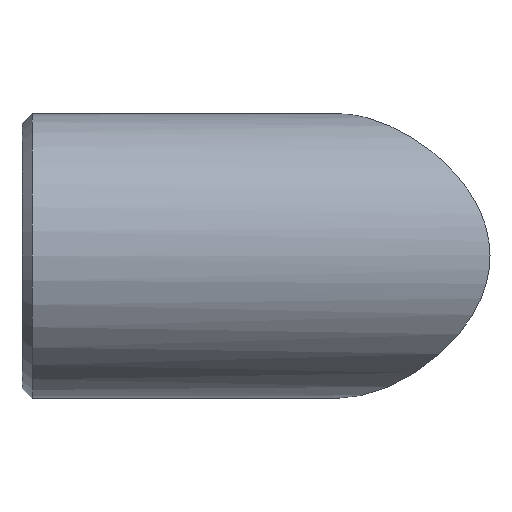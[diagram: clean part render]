
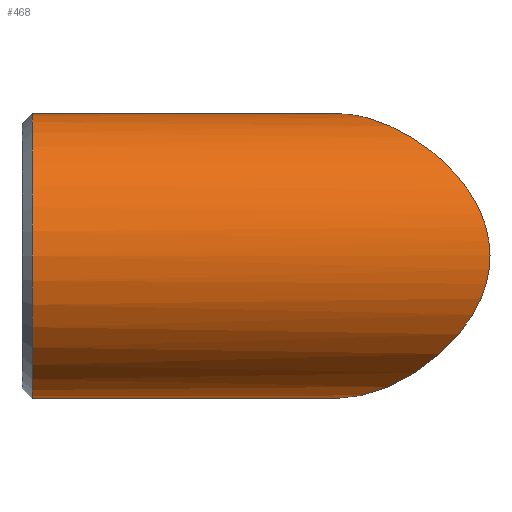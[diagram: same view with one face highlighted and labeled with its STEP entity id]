
A CAD part, front view. The second image highlights one B-rep face of the part: STEP entity #468.
In plain terms, the highlighted cylindrical face has radius 14 mm (diameter 28 mm), a partial arc.
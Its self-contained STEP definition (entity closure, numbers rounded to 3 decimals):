
#17 = CARTESIAN_POINT ( 'NONE',  ( 31.258, -0.433, -14. ) ) ;
#22 = CARTESIAN_POINT ( 'NONE',  ( 36.93, -6.482, -12.437 ) ) ;
#25 = CARTESIAN_POINT ( 'NONE',  ( 44.281, -12.742, -5.82 ) ) ;
#27 = CARTESIAN_POINT ( 'NONE',  ( 30.896, 0., 14. ) ) ;
#29 = CARTESIAN_POINT ( 'NONE',  ( 40.684, -9.871, -9.964 ) ) ;
#32 = CARTESIAN_POINT ( 'NONE',  ( 45.952, -13.969, 1.086 ) ) ;
#33 = VERTEX_POINT ( 'NONE', #45 ) ;
#43 = VERTEX_POINT ( 'NONE', #455 ) ;
#45 = CARTESIAN_POINT ( 'NONE',  ( 30.896, 0., -14. ) ) ;
#49 = LINE ( 'NONE', #93, #171 ) ;
#53 = AXIS2_PLACEMENT_3D ( 'NONE', #288, #411, #296 ) ;
#56 = CARTESIAN_POINT ( 'NONE',  ( 1., 0., -14. ) ) ;
#57 = CARTESIAN_POINT ( 'NONE',  ( 1., 0., 0. ) ) ;
#63 = CARTESIAN_POINT ( 'NONE',  ( 41.397, -10.467, -9.34 ) ) ;
#65 = CARTESIAN_POINT ( 'NONE',  ( 33.889, -3.391, 13.59 ) ) ;
#93 = CARTESIAN_POINT ( 'NONE',  ( 48., 0., 14. ) ) ;
#99 = CARTESIAN_POINT ( 'NONE',  ( 32.744, -2.139, -13.842 ) ) ;
#100 = CARTESIAN_POINT ( 'NONE',  ( 43.753, -12.34, 6.63 ) ) ;
#103 = CARTESIAN_POINT ( 'NONE',  ( 36.189, -5.761, 12.787 ) ) ;
#105 = CARTESIAN_POINT ( 'NONE',  ( 32.75, -2.146, 13.841 ) ) ;
#107 = B_SPLINE_CURVE_WITH_KNOTS ( 'NONE', 3,
 ( #366, #17, #172, #287, #99, #250, #215, #369, #22, #176, #484, #29, #63, #330, #480, #184, #442, #25, #262, #478, #217, #139, #337, #143, #255, #180, #225, #370, #334, #260, #32, #440, #294, #141, #438, #289, #404, #100, #252, #485, #108, #179, #186, #219, #332, #291, #103, #408, #144, #65, #372, #105, #297, #445, #146, #27 ),
 .UNSPECIFIED., .F., .F.,
 ( 4, 2, 2, 2, 2, 2, 2, 2, 2, 2, 2, 2, 2, 2, 2, 2, 2, 2, 2, 2, 2, 2, 2, 2, 2, 2, 2, 4 ),
 ( 0.048, 0.05, 0.052, 0.055, 0.059, 0.062, 0.065, 0.067, 0.069, 0.07, 0.071, 0.072, 0.074, 0.074, 0.075, 0.077, 0.079, 0.08, 0.082, 0.084, 0.085, 0.089, 0.092, 0.095, 0.097, 0.099, 0.101, 0.102 ),
 .UNSPECIFIED. ) ;
#108 = CARTESIAN_POINT ( 'NONE',  ( 42.472, -11.338, 8.226 ) ) ;
#115 = ORIENTED_EDGE ( 'NONE', *, *, #208, .T. ) ;
#118 = LINE ( 'NONE', #493, #389 ) ;
#139 = CARTESIAN_POINT ( 'NONE',  ( 45.24, -13.455, -3.879 ) ) ;
#141 = CARTESIAN_POINT ( 'NONE',  ( 45.278, -13.483, 3.809 ) ) ;
#143 = CARTESIAN_POINT ( 'NONE',  ( 45.605, -13.72, -2.838 ) ) ;
#144 = CARTESIAN_POINT ( 'NONE',  ( 34.656, -4.2, 13.362 ) ) ;
#146 = CARTESIAN_POINT ( 'NONE',  ( 31.26, -0.436, 14. ) ) ;
#156 = VERTEX_POINT ( 'NONE', #248 ) ;
#171 = VECTOR ( 'NONE', #359, 1000. ) ;
#172 = CARTESIAN_POINT ( 'NONE',  ( 31.624, -0.863, -13.98 ) ) ;
#176 = CARTESIAN_POINT ( 'NONE',  ( 38.466, -7.921, -11.574 ) ) ;
#179 = CARTESIAN_POINT ( 'NONE',  ( 41.447, -10.508, 9.295 ) ) ;
#180 = CARTESIAN_POINT ( 'NONE',  ( 45.893, -13.927, -1.457 ) ) ;
#184 = CARTESIAN_POINT ( 'NONE',  ( 43.398, -12.067, -7.115 ) ) ;
#186 = CARTESIAN_POINT ( 'NONE',  ( 40.729, -9.909, 9.927 ) ) ;
#193 = VERTEX_POINT ( 'NONE', #56 ) ;
#208 = EDGE_CURVE ( 'NONE', #33, #156, #107, .T. ) ;
#211 = DIRECTION ( 'NONE',  ( 0., 0., -1. ) ) ;
#215 = CARTESIAN_POINT ( 'NONE',  ( 34.636, -4.187, -13.385 ) ) ;
#217 = CARTESIAN_POINT ( 'NONE',  ( 45.027, -13.298, -4.385 ) ) ;
#218 = CYLINDRICAL_SURFACE ( 'NONE', #53, 14. ) ;
#219 = CARTESIAN_POINT ( 'NONE',  ( 39.251, -8.627, 11.059 ) ) ;
#225 = CARTESIAN_POINT ( 'NONE',  ( 45.93, -13.954, -1.173 ) ) ;
#244 = EDGE_CURVE ( 'NONE', #33, #193, #118, .T. ) ;
#248 = CARTESIAN_POINT ( 'NONE',  ( 30.896, 0., 14. ) ) ;
#250 = CARTESIAN_POINT ( 'NONE',  ( 33.877, -3.386, -13.611 ) ) ;
#252 = CARTESIAN_POINT ( 'NONE',  ( 43.448, -12.106, 7.048 ) ) ;
#255 = CARTESIAN_POINT ( 'NONE',  ( 45.746, -13.822, -2.298 ) ) ;
#260 = CARTESIAN_POINT ( 'NONE',  ( 45.997, -14.002, 0.521 ) ) ;
#262 = CARTESIAN_POINT ( 'NONE',  ( 44.548, -12.943, -5.361 ) ) ;
#269 = DIRECTION ( 'NONE',  ( -1., 0., 0. ) ) ;
#270 = ORIENTED_EDGE ( 'NONE', *, *, #244, .F. ) ;
#276 = DIRECTION ( 'NONE',  ( 1., 0., 0. ) ) ;
#287 = CARTESIAN_POINT ( 'NONE',  ( 32.367, -1.715, -13.901 ) ) ;
#288 = CARTESIAN_POINT ( 'NONE',  ( 48., 0., 0. ) ) ;
#289 = CARTESIAN_POINT ( 'NONE',  ( 44.586, -12.971, 5.293 ) ) ;
#291 = CARTESIAN_POINT ( 'NONE',  ( 36.956, -6.507, 12.424 ) ) ;
#294 = CARTESIAN_POINT ( 'NONE',  ( 45.628, -13.737, 2.756 ) ) ;
#295 = EDGE_CURVE ( 'NONE', #156, #43, #49, .T. ) ;
#296 = DIRECTION ( 'NONE',  ( 0., 0., 1. ) ) ;
#297 = CARTESIAN_POINT ( 'NONE',  ( 32.374, -1.724, 13.9 ) ) ;
#300 = CIRCLE ( 'NONE', #472, 14. ) ;
#301 = EDGE_CURVE ( 'NONE', #43, #193, #300, .T. ) ;
#310 = ORIENTED_EDGE ( 'NONE', *, *, #301, .T. ) ;
#330 = CARTESIAN_POINT ( 'NONE',  ( 42.42, -11.295, -8.283 ) ) ;
#332 = CARTESIAN_POINT ( 'NONE',  ( 38.486, -7.939, 11.562 ) ) ;
#333 = FACE_OUTER_BOUND ( 'NONE', #381, .T. ) ;
#334 = CARTESIAN_POINT ( 'NONE',  ( 45.994, -13.999, -0.326 ) ) ;
#337 = CARTESIAN_POINT ( 'NONE',  ( 45.338, -13.526, -3.622 ) ) ;
#359 = DIRECTION ( 'NONE',  ( -1., 0., 0. ) ) ;
#366 = CARTESIAN_POINT ( 'NONE',  ( 30.896, 0., -14. ) ) ;
#369 = CARTESIAN_POINT ( 'NONE',  ( 36.163, -5.735, -12.798 ) ) ;
#370 = CARTESIAN_POINT ( 'NONE',  ( 45.98, -13.99, -0.608 ) ) ;
#372 = CARTESIAN_POINT ( 'NONE',  ( 33.507, -2.979, 13.686 ) ) ;
#381 = EDGE_LOOP ( 'NONE', ( #270, #115, #449, #310 ) ) ;
#389 = VECTOR ( 'NONE', #269, 1000. ) ;
#404 = CARTESIAN_POINT ( 'NONE',  ( 44.321, -12.773, 5.752 ) ) ;
#408 = CARTESIAN_POINT ( 'NONE',  ( 35.039, -4.596, 13.231 ) ) ;
#411 = DIRECTION ( 'NONE',  ( -1., 0., 0. ) ) ;
#438 = CARTESIAN_POINT ( 'NONE',  ( 45.064, -13.326, 4.322 ) ) ;
#440 = CARTESIAN_POINT ( 'NONE',  ( 45.765, -13.836, 2.213 ) ) ;
#442 = CARTESIAN_POINT ( 'NONE',  ( 43.706, -12.304, -6.696 ) ) ;
#445 = CARTESIAN_POINT ( 'NONE',  ( 31.63, -0.87, 13.98 ) ) ;
#449 = ORIENTED_EDGE ( 'NONE', *, *, #295, .T. ) ;
#455 = CARTESIAN_POINT ( 'NONE',  ( 1., 0., 14. ) ) ;
#468 = ADVANCED_FACE ( 'NONE', ( #333 ), #218, .T. ) ;
#472 = AXIS2_PLACEMENT_3D ( 'NONE', #57, #276, #211 ) ;
#478 = CARTESIAN_POINT ( 'NONE',  ( 44.912, -13.213, -4.635 ) ) ;
#480 = CARTESIAN_POINT ( 'NONE',  ( 42.753, -11.561, -7.91 ) ) ;
#484 = CARTESIAN_POINT ( 'NONE',  ( 39.219, -8.598, -11.081 ) ) ;
#485 = CARTESIAN_POINT ( 'NONE',  ( 42.807, -11.603, 7.847 ) ) ;
#493 = CARTESIAN_POINT ( 'NONE',  ( 48., 0., -14. ) ) ;
